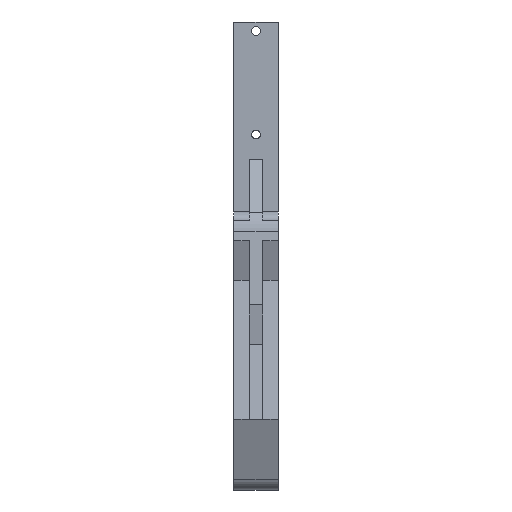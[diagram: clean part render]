
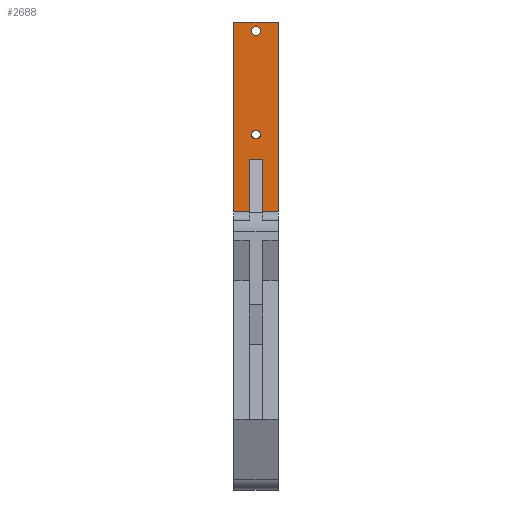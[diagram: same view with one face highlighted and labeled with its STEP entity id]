
A CAD part, left-side view. The second image highlights one B-rep face of the part: STEP entity #2688.
In plain terms, the highlighted planar face has unit normal (-1, 0, 0).
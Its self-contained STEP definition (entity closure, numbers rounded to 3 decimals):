
#63 = VERTEX_POINT ( 'NONE', #3658 ) ;
#83 = CARTESIAN_POINT ( 'NONE',  ( -8.6, -1.5, 21.75 ) ) ;
#127 = DIRECTION ( 'NONE',  ( -1., 0., 0. ) ) ;
#286 = EDGE_CURVE ( 'NONE', #1616, #1720, #3349, .T. ) ;
#327 = LINE ( 'NONE', #3616, #4030 ) ;
#384 = EDGE_CURVE ( 'NONE', #2672, #3441, #1196, .T. ) ;
#403 = EDGE_CURVE ( 'NONE', #3441, #1924, #3464, .T. ) ;
#428 = VECTOR ( 'NONE', #3921, 1000. ) ;
#436 = DIRECTION ( 'NONE',  ( -1., 0., 0. ) ) ;
#453 = DIRECTION ( 'NONE',  ( 0., 0., -1. ) ) ;
#479 = DIRECTION ( 'NONE',  ( 0., 0., 1. ) ) ;
#740 = AXIS2_PLACEMENT_3D ( 'NONE', #2137, #127, #3429 ) ;
#745 = CARTESIAN_POINT ( 'NONE',  ( -8.6, 0., 50.5 ) ) ;
#751 = ORIENTED_EDGE ( 'NONE', *, *, #3723, .F. ) ;
#810 = FACE_OUTER_BOUND ( 'NONE', #841, .T. ) ;
#841 = EDGE_LOOP ( 'NONE', ( #4240, #1104, #2696, #1272 ) ) ;
#868 = EDGE_LOOP ( 'NONE', ( #2747, #2256, #1584, #1537 ) ) ;
#921 = ORIENTED_EDGE ( 'NONE', *, *, #981, .F. ) ;
#967 = VECTOR ( 'NONE', #3240, 1000. ) ;
#981 = EDGE_CURVE ( 'NONE', #1685, #63, #2200, .T. ) ;
#1063 = DIRECTION ( 'NONE',  ( 0., 0., 1. ) ) ;
#1104 = ORIENTED_EDGE ( 'NONE', *, *, #3102, .T. ) ;
#1108 = CARTESIAN_POINT ( 'NONE',  ( -8.6, 0., 51.5 ) ) ;
#1127 = PLANE ( 'NONE',  #740 ) ;
#1145 = VERTEX_POINT ( 'NONE', #4303 ) ;
#1191 = EDGE_LOOP ( 'NONE', ( #751, #2174 ) ) ;
#1196 = LINE ( 'NONE', #1834, #2660 ) ;
#1215 = CARTESIAN_POINT ( 'NONE',  ( -8.6, 5., 9.961 ) ) ;
#1247 = VERTEX_POINT ( 'NONE', #1991 ) ;
#1272 = ORIENTED_EDGE ( 'NONE', *, *, #2484, .T. ) ;
#1432 = CARTESIAN_POINT ( 'NONE',  ( -8.6, -1.5, 13.593 ) ) ;
#1442 = CARTESIAN_POINT ( 'NONE',  ( -8.6, 0., 49.5 ) ) ;
#1507 = EDGE_CURVE ( 'NONE', #3815, #1896, #3151, .T. ) ;
#1537 = ORIENTED_EDGE ( 'NONE', *, *, #403, .F. ) ;
#1584 = ORIENTED_EDGE ( 'NONE', *, *, #4130, .T. ) ;
#1616 = VERTEX_POINT ( 'NONE', #2891 ) ;
#1622 = CARTESIAN_POINT ( 'NONE',  ( -8.6, -5., 52.5 ) ) ;
#1636 = EDGE_LOOP ( 'NONE', ( #3307, #921 ) ) ;
#1685 = VERTEX_POINT ( 'NONE', #2555 ) ;
#1720 = VERTEX_POINT ( 'NONE', #1215 ) ;
#1776 = CARTESIAN_POINT ( 'NONE',  ( -8.6, 1.5, 21.75 ) ) ;
#1834 = CARTESIAN_POINT ( 'NONE',  ( -8.6, -5., 21.75 ) ) ;
#1896 = VERTEX_POINT ( 'NONE', #1442 ) ;
#1924 = VERTEX_POINT ( 'NONE', #2803 ) ;
#1932 = CARTESIAN_POINT ( 'NONE',  ( -8.6, 5., 0. ) ) ;
#1935 = CARTESIAN_POINT ( 'NONE',  ( -8.6, 1.5, 21.75 ) ) ;
#1991 = CARTESIAN_POINT ( 'NONE',  ( -8.6, -5., 52.5 ) ) ;
#2070 = LINE ( 'NONE', #3573, #428 ) ;
#2115 = CARTESIAN_POINT ( 'NONE',  ( -8.6, 0., 27.25 ) ) ;
#2137 = CARTESIAN_POINT ( 'NONE',  ( -8.6, -5., 52.5 ) ) ;
#2174 = ORIENTED_EDGE ( 'NONE', *, *, #1507, .F. ) ;
#2200 = CIRCLE ( 'NONE', #3362, 1. ) ;
#2256 = ORIENTED_EDGE ( 'NONE', *, *, #4326, .T. ) ;
#2278 = VECTOR ( 'NONE', #3720, 1000. ) ;
#2473 = LINE ( 'NONE', #1932, #967 ) ;
#2484 = EDGE_CURVE ( 'NONE', #1145, #1720, #2473, .T. ) ;
#2495 = DIRECTION ( 'NONE',  ( -1., 0., 0. ) ) ;
#2555 = CARTESIAN_POINT ( 'NONE',  ( -8.6, 0., 28.25 ) ) ;
#2566 = VERTEX_POINT ( 'NONE', #1432 ) ;
#2570 = EDGE_CURVE ( 'NONE', #63, #1685, #3059, .T. ) ;
#2660 = VECTOR ( 'NONE', #3825, 1000. ) ;
#2672 = VERTEX_POINT ( 'NONE', #83 ) ;
#2688 = ADVANCED_FACE ( 'NONE', ( #3822, #3075, #3610, #810 ), #1127, .T. ) ;
#2696 = ORIENTED_EDGE ( 'NONE', *, *, #2939, .T. ) ;
#2731 = AXIS2_PLACEMENT_3D ( 'NONE', #3212, #2495, #479 ) ;
#2747 = ORIENTED_EDGE ( 'NONE', *, *, #384, .F. ) ;
#2769 = VECTOR ( 'NONE', #453, 1000. ) ;
#2788 = DIRECTION ( 'NONE',  ( -1., 0., 0. ) ) ;
#2800 = LINE ( 'NONE', #4049, #2278 ) ;
#2803 = CARTESIAN_POINT ( 'NONE',  ( -8.6, 1.5, 13.593 ) ) ;
#2851 = VECTOR ( 'NONE', #3142, 1000. ) ;
#2891 = CARTESIAN_POINT ( 'NONE',  ( -8.6, -5., 9.961 ) ) ;
#2896 = AXIS2_PLACEMENT_3D ( 'NONE', #745, #3091, #1063 ) ;
#2939 = EDGE_CURVE ( 'NONE', #1247, #1145, #327, .T. ) ;
#2941 = DIRECTION ( 'NONE',  ( 0., 1., 0. ) ) ;
#3059 = CIRCLE ( 'NONE', #4375, 1. ) ;
#3068 = DIRECTION ( 'NONE',  ( 0., 1., 0. ) ) ;
#3075 = FACE_BOUND ( 'NONE', #1636, .T. ) ;
#3091 = DIRECTION ( 'NONE',  ( -1., 0., 0. ) ) ;
#3102 = EDGE_CURVE ( 'NONE', #1616, #1247, #4133, .T. ) ;
#3139 = DIRECTION ( 'NONE',  ( 0., 0., 1. ) ) ;
#3142 = DIRECTION ( 'NONE',  ( 0., 0., 1. ) ) ;
#3151 = CIRCLE ( 'NONE', #2731, 1. ) ;
#3212 = CARTESIAN_POINT ( 'NONE',  ( -8.6, 0., 50.5 ) ) ;
#3240 = DIRECTION ( 'NONE',  ( 0., 0., -1. ) ) ;
#3307 = ORIENTED_EDGE ( 'NONE', *, *, #2570, .F. ) ;
#3349 = LINE ( 'NONE', #3445, #3463 ) ;
#3362 = AXIS2_PLACEMENT_3D ( 'NONE', #2115, #2788, #3139 ) ;
#3429 = DIRECTION ( 'NONE',  ( 0., 0., 1. ) ) ;
#3441 = VERTEX_POINT ( 'NONE', #1935 ) ;
#3445 = CARTESIAN_POINT ( 'NONE',  ( -8.6, 1.5, 9.961 ) ) ;
#3463 = VECTOR ( 'NONE', #3068, 1000. ) ;
#3464 = LINE ( 'NONE', #1776, #2769 ) ;
#3485 = DIRECTION ( 'NONE',  ( 0., 0., 1. ) ) ;
#3573 = CARTESIAN_POINT ( 'NONE',  ( -8.6, -5., 13.593 ) ) ;
#3610 = FACE_BOUND ( 'NONE', #868, .T. ) ;
#3616 = CARTESIAN_POINT ( 'NONE',  ( -8.6, -5., 52.5 ) ) ;
#3658 = CARTESIAN_POINT ( 'NONE',  ( -8.6, 0., 26.25 ) ) ;
#3720 = DIRECTION ( 'NONE',  ( 0., 0., -1. ) ) ;
#3723 = EDGE_CURVE ( 'NONE', #1896, #3815, #4200, .T. ) ;
#3815 = VERTEX_POINT ( 'NONE', #1108 ) ;
#3822 = FACE_BOUND ( 'NONE', #1191, .T. ) ;
#3824 = CARTESIAN_POINT ( 'NONE',  ( -8.6, 0., 27.25 ) ) ;
#3825 = DIRECTION ( 'NONE',  ( 0., 1., 0. ) ) ;
#3921 = DIRECTION ( 'NONE',  ( 0., 1., 0. ) ) ;
#4030 = VECTOR ( 'NONE', #2941, 1000. ) ;
#4049 = CARTESIAN_POINT ( 'NONE',  ( -8.6, -1.5, 21.75 ) ) ;
#4130 = EDGE_CURVE ( 'NONE', #2566, #1924, #2070, .T. ) ;
#4133 = LINE ( 'NONE', #1622, #2851 ) ;
#4200 = CIRCLE ( 'NONE', #2896, 1. ) ;
#4240 = ORIENTED_EDGE ( 'NONE', *, *, #286, .F. ) ;
#4303 = CARTESIAN_POINT ( 'NONE',  ( -8.6, 5., 52.5 ) ) ;
#4326 = EDGE_CURVE ( 'NONE', #2672, #2566, #2800, .T. ) ;
#4375 = AXIS2_PLACEMENT_3D ( 'NONE', #3824, #436, #3485 ) ;
